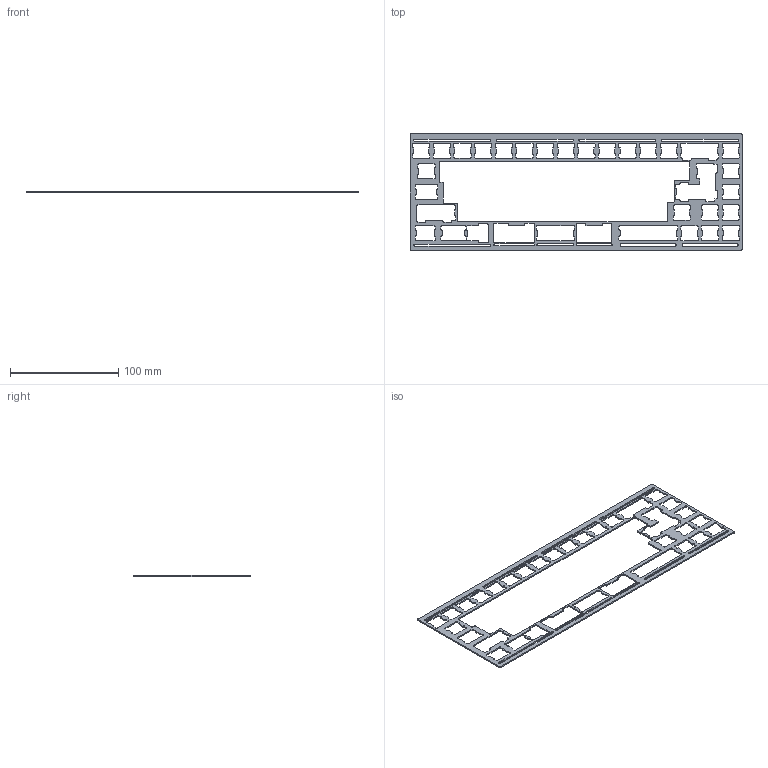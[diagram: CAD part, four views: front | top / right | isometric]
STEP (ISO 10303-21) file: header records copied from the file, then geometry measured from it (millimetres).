
FILE_DESCRIPTION(/* description */ (''),/* implementation_level */ '2;1');
FILE_NAME(/* name */ 'lego65 - half plate.step',/* time_stamp */ '2022-03-25T11:29:55+01:00',/* author */ (''),/* organization */ (''),/* preprocessor_version */ 'ST-DEVELOPER v18.1',/* originating_system */ 'Autodesk Translation Framework v10.13.0.1454',/* authorisation */ '');
FILE_SCHEMA (('AUTOMOTIVE_DESIGN { 1 0 10303 214 3 1 1 }'));
Length unit declared in the file: millimetre
Products named in the file (1): lego65 - half plate
Bounding box: 306.5 x 108 x 1.2 mm (x, y, z)
Volume: 11750.4 mm3; surface area: 25640.3 mm2
Topology: 1 solids, 1 shells, 687 faces, 2055 edges, 1370 vertices
Faces by surface type: plane 363, bspline 285, cylinder 39
Entity records: 24637 total; most frequent: CARTESIAN_POINT 7818, ORIENTED_EDGE 4110, DIRECTION 2369, EDGE_CURVE 2055, LINE 1407, VECTOR 1407, VERTEX_POINT 1370, EDGE_LOOP 777
